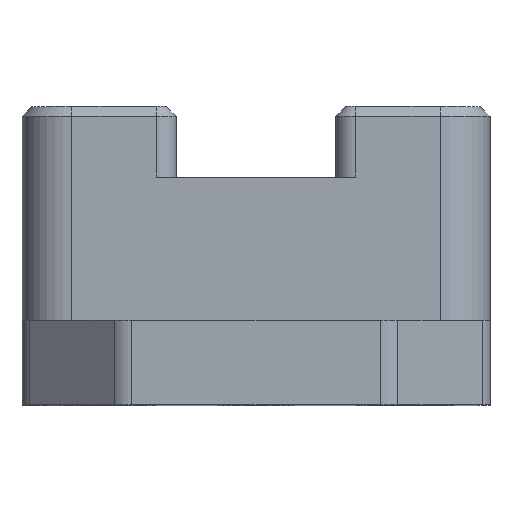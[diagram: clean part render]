
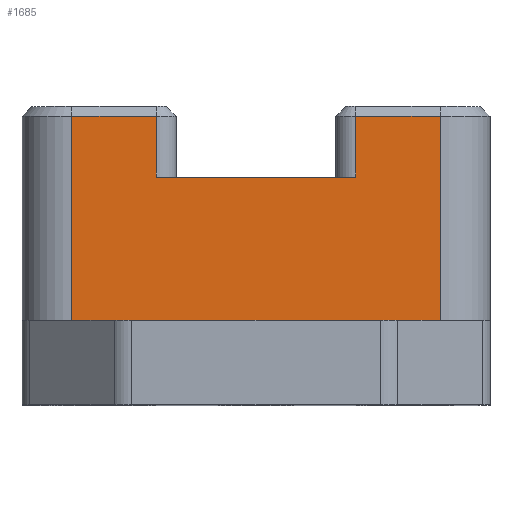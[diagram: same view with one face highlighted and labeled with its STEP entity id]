
A CAD part, top view. The second image highlights one B-rep face of the part: STEP entity #1685.
In plain terms, the highlighted planar face has unit normal (0, 0, 1).
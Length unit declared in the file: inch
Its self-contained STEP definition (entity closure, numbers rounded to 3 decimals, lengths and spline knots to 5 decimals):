
#247=FACE_OUTER_BOUND('',#359,.T.);
#359=EDGE_LOOP('',(#1347,#1348,#1349,#1350,#1351,#1352,#1353,#1354));
#442=LINE('',#2494,#584);
#448=LINE('',#2515,#590);
#472=LINE('',#2584,#614);
#478=LINE('',#2605,#620);
#510=LINE('',#2959,#652);
#515=LINE('',#2969,#657);
#516=LINE('',#2971,#658);
#517=LINE('',#2972,#659);
#584=VECTOR('',#1976,0.3937);
#590=VECTOR('',#2000,0.3937);
#614=VECTOR('',#2062,0.3937);
#620=VECTOR('',#2086,0.3937);
#652=VECTOR('',#2218,0.3937);
#657=VECTOR('',#2229,0.3937);
#658=VECTOR('',#2230,0.3937);
#659=VECTOR('',#2231,0.3937);
#724=VERTEX_POINT('',#2485);
#726=VERTEX_POINT('',#2492);
#732=VERTEX_POINT('',#2513);
#756=VERTEX_POINT('',#2575);
#758=VERTEX_POINT('',#2582);
#764=VERTEX_POINT('',#2603);
#822=VERTEX_POINT('',#2958);
#825=VERTEX_POINT('',#2970);
#886=EDGE_CURVE('',#726,#724,#442,.T.);
#897=EDGE_CURVE('',#732,#726,#448,.T.);
#931=EDGE_CURVE('',#758,#756,#472,.T.);
#942=EDGE_CURVE('',#764,#758,#478,.T.);
#1017=EDGE_CURVE('',#756,#822,#510,.T.);
#1023=EDGE_CURVE('',#822,#732,#515,.T.);
#1024=EDGE_CURVE('',#764,#825,#516,.T.);
#1025=EDGE_CURVE('',#724,#825,#517,.T.);
#1347=ORIENTED_EDGE('',*,*,#886,.F.);
#1348=ORIENTED_EDGE('',*,*,#897,.F.);
#1349=ORIENTED_EDGE('',*,*,#1023,.F.);
#1350=ORIENTED_EDGE('',*,*,#1017,.F.);
#1351=ORIENTED_EDGE('',*,*,#931,.F.);
#1352=ORIENTED_EDGE('',*,*,#942,.F.);
#1353=ORIENTED_EDGE('',*,*,#1024,.T.);
#1354=ORIENTED_EDGE('',*,*,#1025,.F.);
#1620=PLANE('',#1857);
#1685=ADVANCED_FACE('',(#247),#1620,.T.);
#1857=AXIS2_PLACEMENT_3D('',#2968,#2227,#2228);
#1976=DIRECTION('',(1.,0.,0.));
#2000=DIRECTION('',(0.,1.,0.));
#2062=DIRECTION('',(1.,0.,0.));
#2086=DIRECTION('',(0.,1.,0.));
#2218=DIRECTION('',(0.,-1.,0.));
#2227=DIRECTION('center_axis',(0.,0.,1.));
#2228=DIRECTION('ref_axis',(1.,0.,0.));
#2229=DIRECTION('',(-1.,0.,0.));
#2230=DIRECTION('',(-1.,0.,0.));
#2231=DIRECTION('',(0.,-1.,0.));
#2485=CARTESIAN_POINT('',(-0.5,1.45,-0.645));
#2492=CARTESIAN_POINT('',(-0.925,1.45,-0.645));
#2494=CARTESIAN_POINT('',(-0.75,1.45,-0.645));
#2513=CARTESIAN_POINT('',(-0.925,0.425,-0.645));
#2515=CARTESIAN_POINT('',(-0.925,0.,-0.645));
#2575=CARTESIAN_POINT('',(0.925,1.45,-0.645));
#2582=CARTESIAN_POINT('',(0.5,1.45,-0.645));
#2584=CARTESIAN_POINT('',(-0.75,1.45,-0.645));
#2603=CARTESIAN_POINT('',(0.5,1.14567,-0.645));
#2605=CARTESIAN_POINT('',(0.5,0.75,-0.645));
#2958=CARTESIAN_POINT('',(0.925,0.425,-0.645));
#2959=CARTESIAN_POINT('',(0.925,0.,-0.645));
#2968=CARTESIAN_POINT('Origin',(-0.75,0.,-0.645));
#2969=CARTESIAN_POINT('',(0.375,0.425,-0.645));
#2970=CARTESIAN_POINT('',(-0.5,1.14567,-0.645));
#2971=CARTESIAN_POINT('',(-0.375,1.14567,-0.645));
#2972=CARTESIAN_POINT('',(-0.5,0.75,-0.645));
